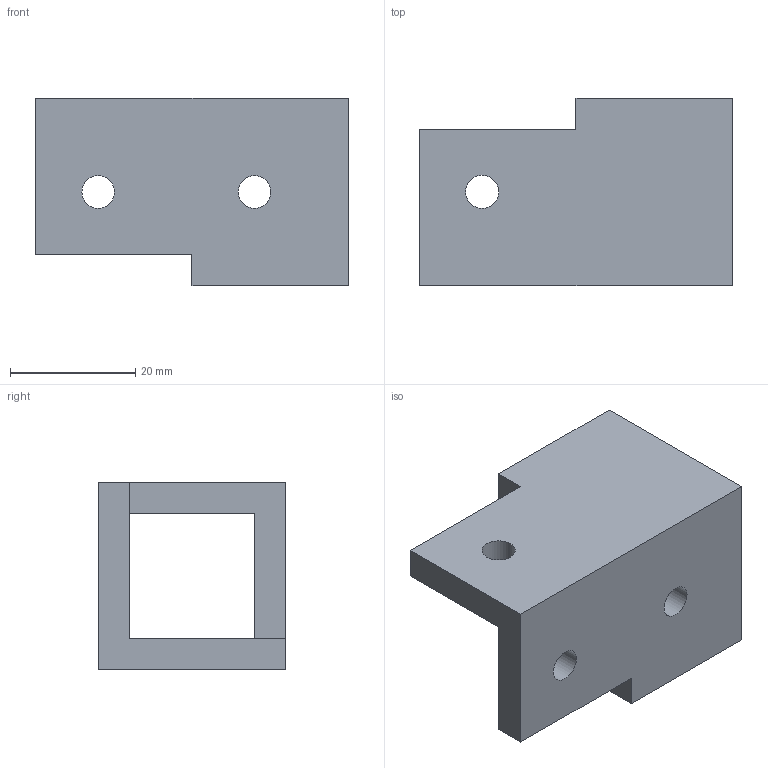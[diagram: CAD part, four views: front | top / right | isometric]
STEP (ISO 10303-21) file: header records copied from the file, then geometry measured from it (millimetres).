
FILE_DESCRIPTION(/* description */ (''),/* implementation_level */ '2;1');
FILE_NAME(/* name */ 'X sprocket bracket.step',/* time_stamp */ '2025-12-26T20:32:28+01:00',/* author */ (''),/* organization */ (''),/* preprocessor_version */ 'ST-DEVELOPER v20.1',/* originating_system */ 'Autodesk Translation Framework v14.21.0.0',/* authorisation */ '');
FILE_SCHEMA (('AUTOMOTIVE_DESIGN { 1 0 10303 214 3 1 1 }'));
Length unit declared in the file: millimetre
Products named in the file (1): 2025-12-26-20-32-28-537
Bounding box: 50 x 30 x 30 mm (x, y, z)
Volume: 17696.1 mm3; surface area: 8656.7 mm2
Topology: 1 solids, 1 shells, 17 faces, 46 edges, 30 vertices
Faces by surface type: plane 13, cylinder 4
Full cylindrical faces by diameter (mm): 5.2 x3, 5.3 x1
Entity records: 592 total; most frequent: CARTESIAN_POINT 94, ORIENTED_EDGE 92, DIRECTION 90, EDGE_CURVE 46, LINE 38, VECTOR 38, VERTEX_POINT 30, EDGE_LOOP 26
